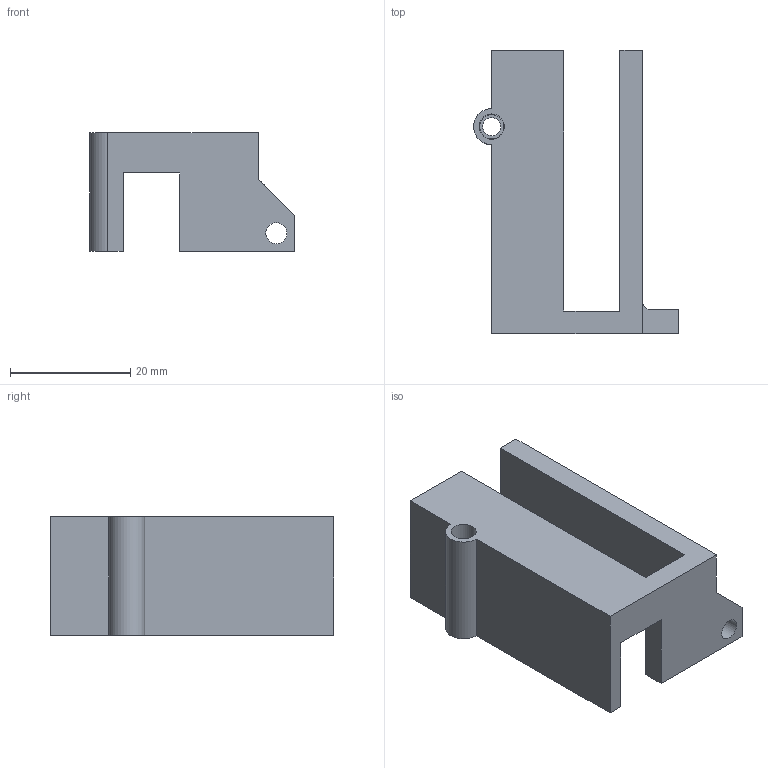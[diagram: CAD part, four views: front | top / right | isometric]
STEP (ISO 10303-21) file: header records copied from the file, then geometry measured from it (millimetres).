
FILE_DESCRIPTION(/* description */ (''),/* implementation_level */ '2;1');
FILE_NAME(/* name */ 'Z endstop cover.step',/* time_stamp */ '2023-06-27T16:02:51-05:00',/* author */ (''),/* organization */ (''),/* preprocessor_version */ 'ST-DEVELOPER v19.2',/* originating_system */ 'Autodesk Translation Framework v12.6.0.85',/* authorisation */ '');
FILE_SCHEMA (('AUTOMOTIVE_DESIGN { 1 0 10303 214 3 1 1 }'));
Length unit declared in the file: millimetre
Products named in the file (1): Candy Claw 3D render
Bounding box: 34 x 47.1 x 19.69 mm (x, y, z)
Volume: 7687.2 mm3; surface area: 6467.6 mm2
Topology: 1 solids, 1 shells, 31 faces, 93 edges, 65 vertices
Faces by surface type: plane 23, cylinder 8
Full cylindrical faces by diameter (mm): 3 x3, 3.5 x1, 4 x1, 4.2 x1
Entity records: 1102 total; most frequent: CARTESIAN_POINT 200, ORIENTED_EDGE 186, DIRECTION 173, EDGE_CURVE 93, LINE 75, VECTOR 75, VERTEX_POINT 65, AXIS2_PLACEMENT_3D 49
